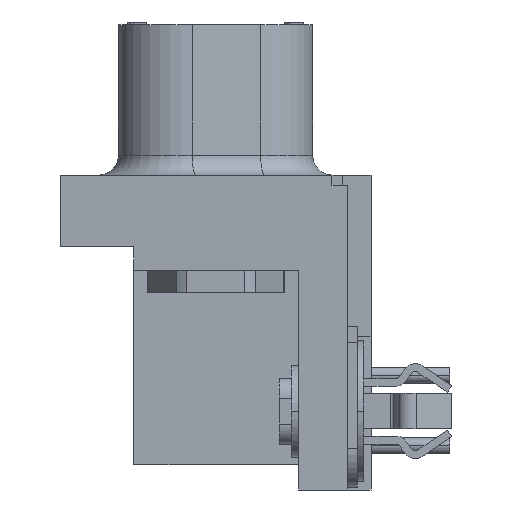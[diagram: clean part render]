
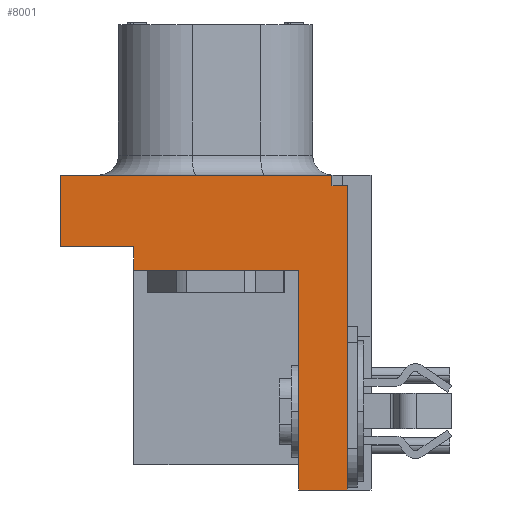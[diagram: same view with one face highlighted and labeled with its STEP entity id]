
A CAD part, left-side view. The second image highlights one B-rep face of the part: STEP entity #8001.
In plain terms, the highlighted planar face has unit normal (-1, 0, 0).
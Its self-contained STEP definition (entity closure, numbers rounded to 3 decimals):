
#2=DIRECTION('',(0.,1.,0.));
#3=VECTOR('',#2,0.61);
#4=CARTESIAN_POINT('',(-26.543,-5.309,-6.487));
#5=LINE('',#4,#3);
#6=DIRECTION('',(0.,0.,1.));
#7=VECTOR('',#6,12.294);
#8=CARTESIAN_POINT('',(-26.543,-5.309,-18.781));
#9=LINE('',#8,#7);
#10=DIRECTION('',(0.,1.,0.));
#11=VECTOR('',#10,1.956);
#12=CARTESIAN_POINT('',(-26.543,-5.309,-18.781));
#13=LINE('',#12,#11);
#14=DIRECTION('',(0.,0.,1.));
#15=VECTOR('',#14,8.865);
#16=CARTESIAN_POINT('',(-26.543,-3.353,-18.781));
#17=LINE('',#16,#15);
#18=DIRECTION('',(0.,1.,0.));
#19=VECTOR('',#18,6.655);
#20=CARTESIAN_POINT('',(-26.543,-3.353,-9.916));
#21=LINE('',#20,#19);
#22=DIRECTION('',(0.,0.,1.));
#23=VECTOR('',#22,0.965);
#24=CARTESIAN_POINT('',(-26.543,3.302,-9.916));
#25=LINE('',#24,#23);
#26=DIRECTION('',(0.,-1.,0.));
#27=VECTOR('',#26,2.972);
#28=CARTESIAN_POINT('',(-26.543,6.274,-8.951));
#29=LINE('',#28,#27);
#30=DIRECTION('',(0.,0.,1.));
#31=VECTOR('',#30,2.88);
#32=CARTESIAN_POINT('',(-26.543,6.274,-8.951));
#33=LINE('',#32,#31);
#34=DIRECTION('',(0.,-1.,0.));
#35=VECTOR('',#34,10.973);
#36=CARTESIAN_POINT('',(-26.543,6.274,-6.071));
#37=LINE('',#36,#35);
#38=DIRECTION('',(0.,0.,-1.));
#39=VECTOR('',#38,0.417);
#40=CARTESIAN_POINT('',(-26.543,-4.699,-6.071));
#41=LINE('',#40,#39);
#6178=CARTESIAN_POINT('',(-26.543,-3.353,-18.781));
#6179=CARTESIAN_POINT('',(-26.543,-3.353,-9.916));
#6180=VERTEX_POINT('',#6178);
#6181=VERTEX_POINT('',#6179);
#6186=CARTESIAN_POINT('',(-26.543,6.274,-6.071));
#6188=VERTEX_POINT('',#6186);
#6206=CARTESIAN_POINT('',(-26.543,-5.309,-18.781));
#6208=VERTEX_POINT('',#6206);
#6234=CARTESIAN_POINT('',(-26.543,6.274,-8.951));
#6235=CARTESIAN_POINT('',(-26.543,3.302,-8.951));
#6236=VERTEX_POINT('',#6234);
#6237=VERTEX_POINT('',#6235);
#6258=CARTESIAN_POINT('',(-26.543,3.302,-9.916));
#6259=VERTEX_POINT('',#6258);
#6278=CARTESIAN_POINT('',(-26.543,-5.309,-6.487));
#6279=CARTESIAN_POINT('',(-26.543,-4.699,-6.487));
#6280=VERTEX_POINT('',#6278);
#6281=VERTEX_POINT('',#6279);
#6294=CARTESIAN_POINT('',(-26.543,-4.699,-6.071));
#6295=VERTEX_POINT('',#6294);
#7974=CARTESIAN_POINT('',(-26.543,0.,0.));
#7975=DIRECTION('',(1.,0.,0.));
#7976=DIRECTION('',(0.,0.,-1.));
#7977=AXIS2_PLACEMENT_3D('',#7974,#7975,#7976);
#7978=PLANE('',#7977);
#7980=ORIENTED_EDGE('',*,*,#7979,.F.);
#7982=ORIENTED_EDGE('',*,*,#7981,.F.);
#7984=ORIENTED_EDGE('',*,*,#7983,.T.);
#7986=ORIENTED_EDGE('',*,*,#7985,.T.);
#7988=ORIENTED_EDGE('',*,*,#7987,.T.);
#7990=ORIENTED_EDGE('',*,*,#7989,.T.);
#7992=ORIENTED_EDGE('',*,*,#7991,.F.);
#7994=ORIENTED_EDGE('',*,*,#7993,.T.);
#7996=ORIENTED_EDGE('',*,*,#7995,.T.);
#7998=ORIENTED_EDGE('',*,*,#7997,.T.);
#7999=EDGE_LOOP('',(#7980,#7982,#7984,#7986,#7988,#7990,#7992,#7994,#7996,
#7998));
#8000=FACE_OUTER_BOUND('',#7999,.F.);
#7979=EDGE_CURVE('',#6280,#6281,#5,.T.);
#7981=EDGE_CURVE('',#6208,#6280,#9,.T.);
#7983=EDGE_CURVE('',#6208,#6180,#13,.T.);
#7985=EDGE_CURVE('',#6180,#6181,#17,.T.);
#7987=EDGE_CURVE('',#6181,#6259,#21,.T.);
#7989=EDGE_CURVE('',#6259,#6237,#25,.T.);
#7991=EDGE_CURVE('',#6236,#6237,#29,.T.);
#7993=EDGE_CURVE('',#6236,#6188,#33,.T.);
#7995=EDGE_CURVE('',#6188,#6295,#37,.T.);
#7997=EDGE_CURVE('',#6295,#6281,#41,.T.);
#8001=ADVANCED_FACE('',(#8000),#7978,.F.);
